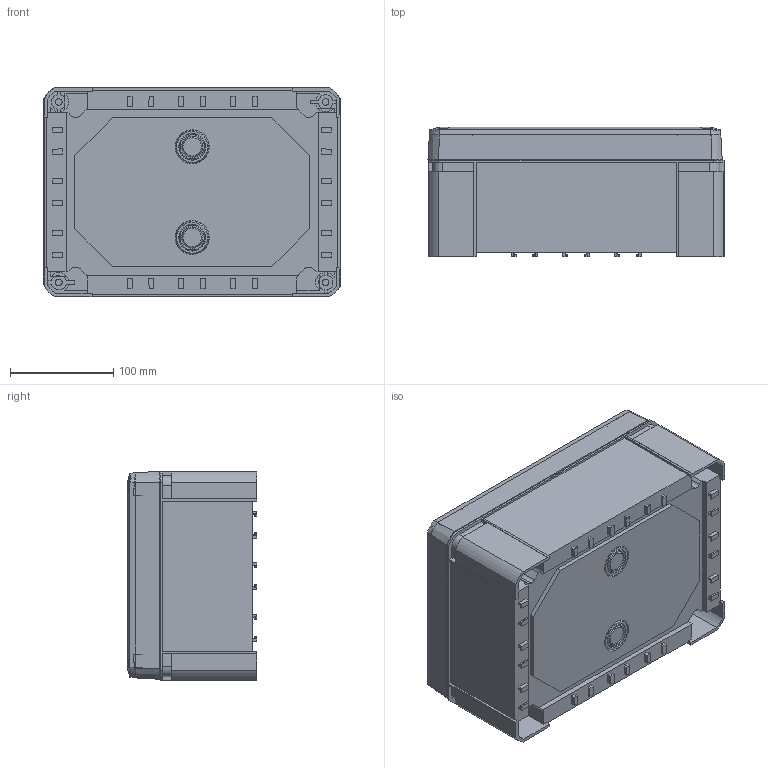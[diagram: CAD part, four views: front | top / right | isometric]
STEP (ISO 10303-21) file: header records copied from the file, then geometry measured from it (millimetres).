
FILE_DESCRIPTION (( 'STEP AP214' ), '1' );
FILE_NAME ('2005614.stp', '2019-03-13T10:33:34', ( '' ), ( '' ), 'SwSTEP 2.0', 'SolidWorks 2018', '' );
FILE_SCHEMA (( 'AUTOMOTIVE_DESIGN' ));
Length unit declared in the file: millimetre
Products named in the file (8): 116133_55; ED170-04-02_Standard; 087700_Standard; 113245_Standard; P_0000011441_1_Standard; 050559_Standard; 076460_SDBBC935-ohne-AB™-LGR; 2005614
Assembly tree (16 placements, depth 3):
  2005614
    076460_SDBBC935-ohne-AB™-LGR
    113245_Standard
      050559_Standard
      P_0000011441_1_Standard
    087700_Standard  x4
    ED170-04-02_Standard  x4
    116133_55  x4
Bounding box: 286.68 x 125.41 x 202.67 mm (x, y, z)
Volume: 815273.8 mm3; surface area: 585513 mm2
Topology: 15 solids, 15 shells, 1531 faces, 3917 edges, 2452 vertices
Faces by surface type: plane 882, cylinder 373, torus 140, cone 132, bspline 4
Entity records: 39683 total; most frequent: CARTESIAN_POINT 7459, DIRECTION 6739, ORIENTED_EDGE 6550, EDGE_CURVE 3275, AXIS2_PLACEMENT_3D 2292, LINE 2155, VECTOR 2155, VERTEX_POINT 2032
